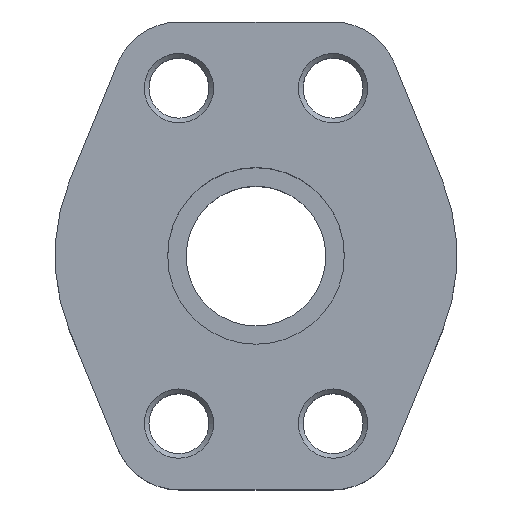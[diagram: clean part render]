
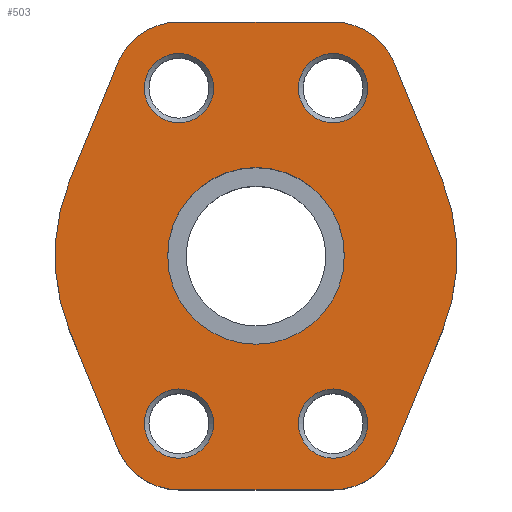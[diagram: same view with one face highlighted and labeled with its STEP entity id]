
A CAD part, top view. The second image highlights one B-rep face of the part: STEP entity #503.
In plain terms, the highlighted planar face has unit normal (0, 0, 1).
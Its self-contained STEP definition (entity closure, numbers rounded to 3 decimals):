
#30=CIRCLE('',#537,58.);
#32=CIRCLE('',#541,19.1);
#34=CIRCLE('',#545,19.1);
#36=CIRCLE('',#549,58.);
#38=CIRCLE('',#553,19.1);
#41=CIRCLE('',#558,25.5);
#42=CIRCLE('',#560,19.1);
#49=CIRCLE('',#569,10.);
#50=CIRCLE('',#570,10.);
#51=CIRCLE('',#571,10.);
#52=CIRCLE('',#572,10.);
#146=ORIENTED_EDGE('',*,*,#242,.T.);
#147=ORIENTED_EDGE('',*,*,#243,.T.);
#148=ORIENTED_EDGE('',*,*,#244,.T.);
#149=ORIENTED_EDGE('',*,*,#245,.T.);
#150=ORIENTED_EDGE('',*,*,#234,.F.);
#151=ORIENTED_EDGE('',*,*,#199,.T.);
#152=ORIENTED_EDGE('',*,*,#203,.T.);
#153=ORIENTED_EDGE('',*,*,#206,.T.);
#154=ORIENTED_EDGE('',*,*,#209,.T.);
#155=ORIENTED_EDGE('',*,*,#212,.T.);
#156=ORIENTED_EDGE('',*,*,#215,.T.);
#157=ORIENTED_EDGE('',*,*,#218,.T.);
#158=ORIENTED_EDGE('',*,*,#221,.T.);
#159=ORIENTED_EDGE('',*,*,#224,.T.);
#160=ORIENTED_EDGE('',*,*,#227,.T.);
#161=ORIENTED_EDGE('',*,*,#230,.T.);
#162=ORIENTED_EDGE('',*,*,#235,.T.);
#199=EDGE_CURVE('',#259,#260,#307,.T.);
#203=EDGE_CURVE('',#260,#263,#30,.T.);
#206=EDGE_CURVE('',#263,#265,#312,.T.);
#209=EDGE_CURVE('',#265,#267,#32,.T.);
#212=EDGE_CURVE('',#267,#269,#316,.T.);
#215=EDGE_CURVE('',#269,#271,#34,.T.);
#218=EDGE_CURVE('',#271,#273,#320,.T.);
#221=EDGE_CURVE('',#273,#275,#36,.T.);
#224=EDGE_CURVE('',#275,#277,#324,.T.);
#227=EDGE_CURVE('',#277,#279,#38,.T.);
#230=EDGE_CURVE('',#279,#281,#328,.T.);
#234=EDGE_CURVE('',#284,#284,#41,.T.);
#235=EDGE_CURVE('',#281,#259,#42,.T.);
#242=EDGE_CURVE('',#290,#290,#49,.T.);
#243=EDGE_CURVE('',#291,#291,#50,.T.);
#244=EDGE_CURVE('',#292,#292,#51,.T.);
#245=EDGE_CURVE('',#293,#293,#52,.T.);
#259=VERTEX_POINT('',#771);
#260=VERTEX_POINT('',#772);
#263=VERTEX_POINT('',#780);
#265=VERTEX_POINT('',#786);
#267=VERTEX_POINT('',#792);
#269=VERTEX_POINT('',#798);
#271=VERTEX_POINT('',#804);
#273=VERTEX_POINT('',#810);
#275=VERTEX_POINT('',#816);
#277=VERTEX_POINT('',#822);
#279=VERTEX_POINT('',#828);
#281=VERTEX_POINT('',#834);
#284=VERTEX_POINT('',#842);
#290=VERTEX_POINT('',#859);
#291=VERTEX_POINT('',#861);
#292=VERTEX_POINT('',#863);
#293=VERTEX_POINT('',#865);
#307=LINE('',#770,#331);
#312=LINE('',#785,#336);
#316=LINE('',#797,#340);
#320=LINE('',#809,#344);
#324=LINE('',#821,#348);
#328=LINE('',#833,#352);
#331=VECTOR('',#608,1000.);
#336=VECTOR('',#621,1000.);
#340=VECTOR('',#633,1000.);
#344=VECTOR('',#645,1000.);
#348=VECTOR('',#657,1000.);
#352=VECTOR('',#669,1000.);
#375=EDGE_LOOP('',(#146));
#376=EDGE_LOOP('',(#147));
#377=EDGE_LOOP('',(#148));
#378=EDGE_LOOP('',(#149));
#379=EDGE_LOOP('',(#150));
#380=EDGE_LOOP('',(#151,#152,#153,#154,#155,#156,#157,#158,#159,#160,#161,
#162));
#437=FACE_BOUND('',#375,.T.);
#438=FACE_BOUND('',#376,.T.);
#439=FACE_BOUND('',#377,.T.);
#440=FACE_BOUND('',#378,.T.);
#441=FACE_BOUND('',#379,.T.);
#442=FACE_BOUND('',#380,.T.);
#486=PLANE('',#568);
#503=ADVANCED_FACE('',(#437,#438,#439,#440,#441,#442),#486,.T.);
#537=AXIS2_PLACEMENT_3D('',#779,#614,#615);
#541=AXIS2_PLACEMENT_3D('',#791,#626,#627);
#545=AXIS2_PLACEMENT_3D('',#803,#638,#639);
#549=AXIS2_PLACEMENT_3D('',#815,#650,#651);
#553=AXIS2_PLACEMENT_3D('',#827,#662,#663);
#558=AXIS2_PLACEMENT_3D('',#841,#676,#677);
#560=AXIS2_PLACEMENT_3D('',#844,#680,#681);
#568=AXIS2_PLACEMENT_3D('',#857,#696,#697);
#569=AXIS2_PLACEMENT_3D('',#858,#698,#699);
#570=AXIS2_PLACEMENT_3D('',#860,#700,#701);
#571=AXIS2_PLACEMENT_3D('',#862,#702,#703);
#572=AXIS2_PLACEMENT_3D('',#864,#704,#705);
#608=DIRECTION('',(-0.378,-0.926,0.));
#614=DIRECTION('',(0.,0.,1.));
#615=DIRECTION('',(1.,0.,0.));
#621=DIRECTION('',(0.378,-0.926,0.));
#626=DIRECTION('',(0.,0.,1.));
#627=DIRECTION('',(1.,0.,0.));
#633=DIRECTION('',(1.,0.,0.));
#638=DIRECTION('',(0.,0.,1.));
#639=DIRECTION('',(1.,0.,0.));
#645=DIRECTION('',(0.378,0.926,0.));
#650=DIRECTION('',(0.,0.,1.));
#651=DIRECTION('',(1.,0.,0.));
#657=DIRECTION('',(-0.378,0.926,0.));
#662=DIRECTION('',(0.,0.,1.));
#663=DIRECTION('',(1.,0.,0.));
#669=DIRECTION('',(-1.,0.,0.));
#676=DIRECTION('',(0.,0.,1.));
#677=DIRECTION('',(1.,0.,0.));
#680=DIRECTION('',(0.,0.,1.));
#681=DIRECTION('',(1.,0.,0.));
#696=DIRECTION('',(0.,0.,1.));
#697=DIRECTION('',(1.,0.,0.));
#698=DIRECTION('',(0.,0.,-1.));
#699=DIRECTION('',(-1.,0.,0.));
#700=DIRECTION('',(0.,0.,-1.));
#701=DIRECTION('',(-1.,0.,0.));
#702=DIRECTION('',(0.,0.,-1.));
#703=DIRECTION('',(-1.,0.,0.));
#704=DIRECTION('',(0.,0.,-1.));
#705=DIRECTION('',(-1.,0.,0.));
#770=CARTESIAN_POINT('',(-39.932,55.623,0.));
#771=CARTESIAN_POINT('',(-39.932,55.623,0.));
#772=CARTESIAN_POINT('',(-53.693,21.932,0.));
#779=CARTESIAN_POINT('',(0.,0.,0.));
#780=CARTESIAN_POINT('',(-53.693,-21.932,0.));
#785=CARTESIAN_POINT('',(-53.693,-21.932,0.));
#786=CARTESIAN_POINT('',(-39.932,-55.623,0.));
#791=CARTESIAN_POINT('',(-22.25,-48.4,0.));
#792=CARTESIAN_POINT('',(-22.25,-67.5,0.));
#797=CARTESIAN_POINT('',(-22.25,-67.5,0.));
#798=CARTESIAN_POINT('',(22.25,-67.5,0.));
#803=CARTESIAN_POINT('',(22.25,-48.4,0.));
#804=CARTESIAN_POINT('',(39.932,-55.623,0.));
#809=CARTESIAN_POINT('',(39.932,-55.623,0.));
#810=CARTESIAN_POINT('',(53.693,-21.932,0.));
#815=CARTESIAN_POINT('',(0.,0.,0.));
#816=CARTESIAN_POINT('',(53.693,21.932,0.));
#821=CARTESIAN_POINT('',(53.693,21.932,0.));
#822=CARTESIAN_POINT('',(39.932,55.623,0.));
#827=CARTESIAN_POINT('',(22.25,48.4,0.));
#828=CARTESIAN_POINT('',(22.25,67.5,0.));
#833=CARTESIAN_POINT('',(22.25,67.5,0.));
#834=CARTESIAN_POINT('',(-22.25,67.5,0.));
#841=CARTESIAN_POINT('',(0.,0.,0.));
#842=CARTESIAN_POINT('',(25.5,0.,0.));
#844=CARTESIAN_POINT('',(-22.25,48.4,0.));
#857=CARTESIAN_POINT('',(0.,0.,0.));
#858=CARTESIAN_POINT('',(-22.25,48.4,0.));
#859=CARTESIAN_POINT('',(-32.25,48.4,0.));
#860=CARTESIAN_POINT('',(-22.25,-48.4,0.));
#861=CARTESIAN_POINT('',(-32.25,-48.4,0.));
#862=CARTESIAN_POINT('',(22.25,-48.4,0.));
#863=CARTESIAN_POINT('',(12.25,-48.4,0.));
#864=CARTESIAN_POINT('',(22.25,48.4,0.));
#865=CARTESIAN_POINT('',(12.25,48.4,0.));
